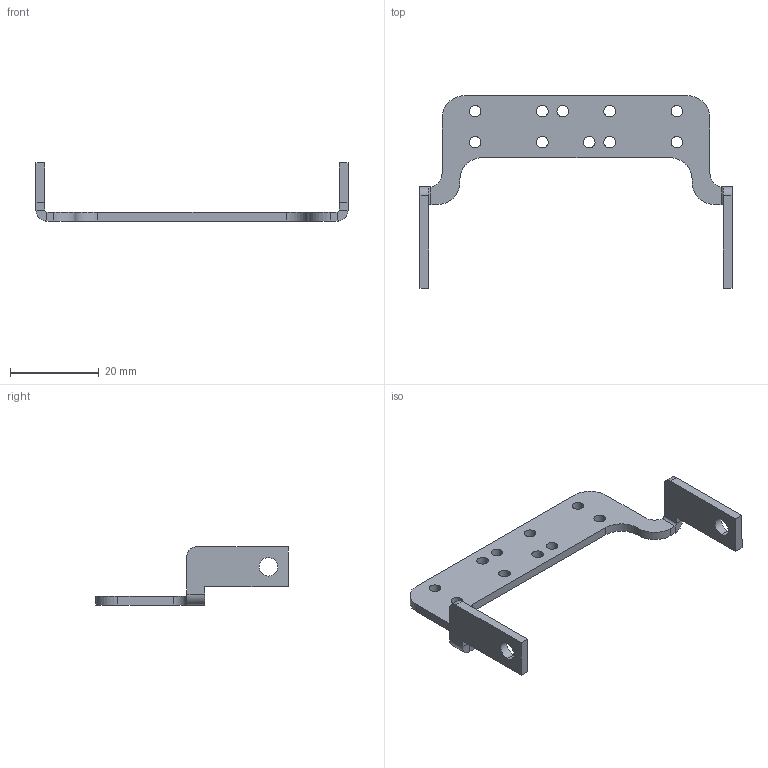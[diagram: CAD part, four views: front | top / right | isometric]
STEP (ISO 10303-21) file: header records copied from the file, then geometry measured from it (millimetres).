
FILE_DESCRIPTION (( 'STEP AP203' ), '1' );
FILE_NAME ('B16B-PE.STP', '2017-08-16T11:27:02', ( '微软用户' ), ( '微软中国' ), 'SwSTEP 2.0', 'SolidWorks 2012', '' );
FILE_SCHEMA (( 'CONFIG_CONTROL_DESIGN' ));
Length unit declared in the file: millimetre
Products named in the file (1): B16B-PE
Bounding box: 70.5 x 43.5 x 13.14 mm (x, y, z)
Volume: 2613.2 mm3; surface area: 3453 mm2
Topology: 1 solids, 1 shells, 68 faces, 182 edges, 116 vertices
Faces by surface type: cylinder 38, plane 28, bspline 2
Entity records: 2271 total; most frequent: CARTESIAN_POINT 401, DIRECTION 384, ORIENTED_EDGE 364, EDGE_CURVE 182, AXIS2_PLACEMENT_3D 143, VERTEX_POINT 116, LINE 98, VECTOR 98
